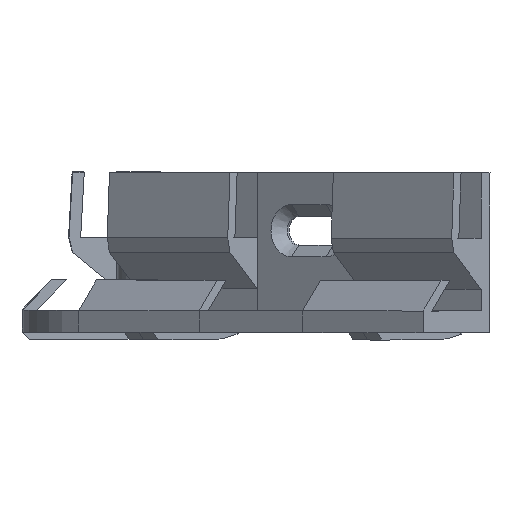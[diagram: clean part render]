
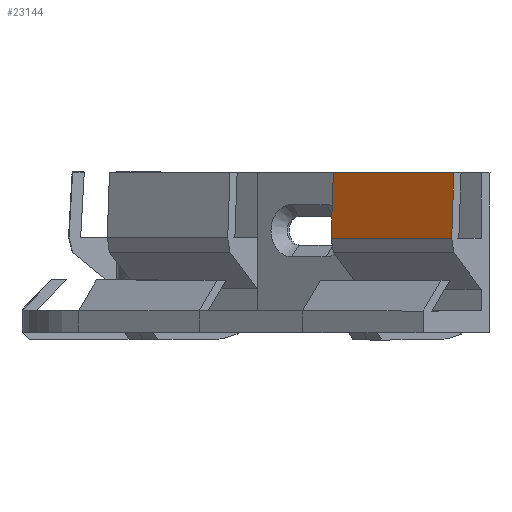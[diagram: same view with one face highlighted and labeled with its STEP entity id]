
A CAD part, left-side view. The second image highlights one B-rep face of the part: STEP entity #23144.
In plain terms, the highlighted face is planar.
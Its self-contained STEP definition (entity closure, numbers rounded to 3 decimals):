
#21249 = PLANE('',#21250);
#21250 = AXIS2_PLACEMENT_3D('',#21251,#21252,#21253);
#21251 = CARTESIAN_POINT('',(-10.5,5.766,9.503));
#21252 = DIRECTION('',(-1.,0.,0.));
#21253 = DIRECTION('',(0.,0.,1.));
#21683 = PLANE('',#21684);
#21684 = AXIS2_PLACEMENT_3D('',#21685,#21686,#21687);
#21685 = CARTESIAN_POINT('',(10.5,5.766,9.503));
#21686 = DIRECTION('',(-1.,0.,0.));
#21687 = DIRECTION('',(0.,0.,1.));
#21943 = VERTEX_POINT('',#21944);
#21944 = CARTESIAN_POINT('',(-10.5,8.1,22.));
#21958 = PLANE('',#21959);
#21959 = AXIS2_PLACEMENT_3D('',#21960,#21961,#21962);
#21960 = CARTESIAN_POINT('',(0.,6.5,22.));
#21961 = DIRECTION('',(0.,0.,-1.));
#21962 = DIRECTION('',(0.,1.,0.));
#21970 = EDGE_CURVE('',#21943,#21971,#21973,.T.);
#21971 = VERTEX_POINT('',#21972);
#21972 = CARTESIAN_POINT('',(-10.5,8.6,13.));
#21973 = SURFACE_CURVE('',#21974,(#21978,#21985),.PCURVE_S1.);
#21974 = LINE('',#21975,#21976);
#21975 = CARTESIAN_POINT('',(-10.5,8.1,22.));
#21976 = VECTOR('',#21977,1.);
#21977 = DIRECTION('',(0.,0.055,-0.998));
#21978 = PCURVE('',#21249,#21979);
#21979 = DEFINITIONAL_REPRESENTATION('',(#21980),#21984);
#21980 = LINE('',#21981,#21982);
#21981 = CARTESIAN_POINT('',(12.497,2.334));
#21982 = VECTOR('',#21983,1.);
#21983 = DIRECTION('',(-0.998,0.055));
#21984 = ( GEOMETRIC_REPRESENTATION_CONTEXT(2) 
PARAMETRIC_REPRESENTATION_CONTEXT() REPRESENTATION_CONTEXT('2D SPACE',''
  ) );
#21985 = PCURVE('',#21986,#21991);
#21986 = PLANE('',#21987);
#21987 = AXIS2_PLACEMENT_3D('',#21988,#21989,#21990);
#21988 = CARTESIAN_POINT('',(0.,8.1,22.));
#21989 = DIRECTION('',(-0.,-0.998,-0.055));
#21990 = DIRECTION('',(0.,0.055,-0.998));
#21991 = DEFINITIONAL_REPRESENTATION('',(#21992),#21996);
#21992 = LINE('',#21993,#21994);
#21993 = CARTESIAN_POINT('',(0.,-10.5));
#21994 = VECTOR('',#21995,1.);
#21995 = DIRECTION('',(1.,0.));
#21996 = ( GEOMETRIC_REPRESENTATION_CONTEXT(2) 
PARAMETRIC_REPRESENTATION_CONTEXT() REPRESENTATION_CONTEXT('2D SPACE',''
  ) );
#22014 = PLANE('',#22015);
#22015 = AXIS2_PLACEMENT_3D('',#22016,#22017,#22018);
#22016 = CARTESIAN_POINT('',(0.,8.6,13.));
#22017 = DIRECTION('',(0.,-0.97,0.243));
#22018 = DIRECTION('',(-0.,-0.243,-0.97));
#22789 = VERTEX_POINT('',#22790);
#22790 = CARTESIAN_POINT('',(10.5,8.1,22.));
#22811 = EDGE_CURVE('',#22789,#22812,#22814,.T.);
#22812 = VERTEX_POINT('',#22813);
#22813 = CARTESIAN_POINT('',(10.5,8.6,13.));
#22814 = SURFACE_CURVE('',#22815,(#22819,#22826),.PCURVE_S1.);
#22815 = LINE('',#22816,#22817);
#22816 = CARTESIAN_POINT('',(10.5,8.1,22.));
#22817 = VECTOR('',#22818,1.);
#22818 = DIRECTION('',(0.,0.055,-0.998));
#22819 = PCURVE('',#21683,#22820);
#22820 = DEFINITIONAL_REPRESENTATION('',(#22821),#22825);
#22821 = LINE('',#22822,#22823);
#22822 = CARTESIAN_POINT('',(12.497,2.334));
#22823 = VECTOR('',#22824,1.);
#22824 = DIRECTION('',(-0.998,0.055));
#22825 = ( GEOMETRIC_REPRESENTATION_CONTEXT(2) 
PARAMETRIC_REPRESENTATION_CONTEXT() REPRESENTATION_CONTEXT('2D SPACE',''
  ) );
#22826 = PCURVE('',#21986,#22827);
#22827 = DEFINITIONAL_REPRESENTATION('',(#22828),#22832);
#22828 = LINE('',#22829,#22830);
#22829 = CARTESIAN_POINT('',(0.,10.5));
#22830 = VECTOR('',#22831,1.);
#22831 = DIRECTION('',(1.,0.));
#22832 = ( GEOMETRIC_REPRESENTATION_CONTEXT(2) 
PARAMETRIC_REPRESENTATION_CONTEXT() REPRESENTATION_CONTEXT('2D SPACE',''
  ) );
#23122 = EDGE_CURVE('',#22789,#21943,#23123,.T.);
#23123 = SURFACE_CURVE('',#23124,(#23128,#23135),.PCURVE_S1.);
#23124 = LINE('',#23125,#23126);
#23125 = CARTESIAN_POINT('',(10.5,8.1,22.));
#23126 = VECTOR('',#23127,1.);
#23127 = DIRECTION('',(-1.,0.,0.));
#23128 = PCURVE('',#21958,#23129);
#23129 = DEFINITIONAL_REPRESENTATION('',(#23130),#23134);
#23130 = LINE('',#23131,#23132);
#23131 = CARTESIAN_POINT('',(1.6,10.5));
#23132 = VECTOR('',#23133,1.);
#23133 = DIRECTION('',(0.,-1.));
#23134 = ( GEOMETRIC_REPRESENTATION_CONTEXT(2) 
PARAMETRIC_REPRESENTATION_CONTEXT() REPRESENTATION_CONTEXT('2D SPACE',''
  ) );
#23135 = PCURVE('',#21986,#23136);
#23136 = DEFINITIONAL_REPRESENTATION('',(#23137),#23141);
#23137 = LINE('',#23138,#23139);
#23138 = CARTESIAN_POINT('',(0.,10.5));
#23139 = VECTOR('',#23140,1.);
#23140 = DIRECTION('',(0.,-1.));
#23141 = ( GEOMETRIC_REPRESENTATION_CONTEXT(2) 
PARAMETRIC_REPRESENTATION_CONTEXT() REPRESENTATION_CONTEXT('2D SPACE',''
  ) );
#23144 = ADVANCED_FACE('',(#23145),#21986,.F.);
#23145 = FACE_BOUND('',#23146,.F.);
#23146 = EDGE_LOOP('',(#23147,#23148,#23169,#23170));
#23147 = ORIENTED_EDGE('',*,*,#21970,.T.);
#23148 = ORIENTED_EDGE('',*,*,#23149,.F.);
#23149 = EDGE_CURVE('',#22812,#21971,#23150,.T.);
#23150 = SURFACE_CURVE('',#23151,(#23155,#23162),.PCURVE_S1.);
#23151 = LINE('',#23152,#23153);
#23152 = CARTESIAN_POINT('',(10.5,8.6,13.));
#23153 = VECTOR('',#23154,1.);
#23154 = DIRECTION('',(-1.,0.,0.));
#23155 = PCURVE('',#21986,#23156);
#23156 = DEFINITIONAL_REPRESENTATION('',(#23157),#23161);
#23157 = LINE('',#23158,#23159);
#23158 = CARTESIAN_POINT('',(9.014,10.5));
#23159 = VECTOR('',#23160,1.);
#23160 = DIRECTION('',(0.,-1.));
#23161 = ( GEOMETRIC_REPRESENTATION_CONTEXT(2) 
PARAMETRIC_REPRESENTATION_CONTEXT() REPRESENTATION_CONTEXT('2D SPACE',''
  ) );
#23162 = PCURVE('',#22014,#23163);
#23163 = DEFINITIONAL_REPRESENTATION('',(#23164),#23168);
#23164 = LINE('',#23165,#23166);
#23165 = CARTESIAN_POINT('',(-0.,10.5));
#23166 = VECTOR('',#23167,1.);
#23167 = DIRECTION('',(0.,-1.));
#23168 = ( GEOMETRIC_REPRESENTATION_CONTEXT(2) 
PARAMETRIC_REPRESENTATION_CONTEXT() REPRESENTATION_CONTEXT('2D SPACE',''
  ) );
#23169 = ORIENTED_EDGE('',*,*,#22811,.F.);
#23170 = ORIENTED_EDGE('',*,*,#23122,.T.);
